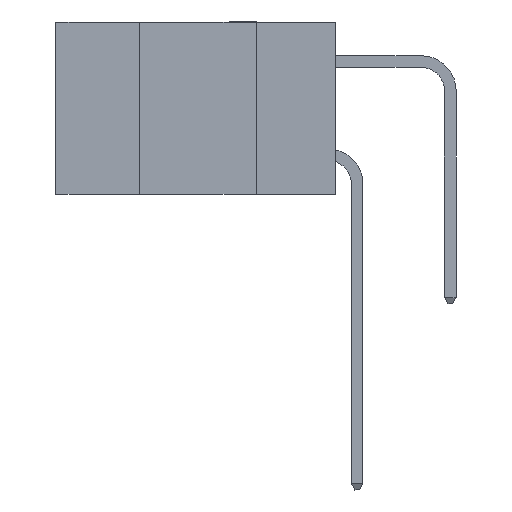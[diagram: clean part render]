
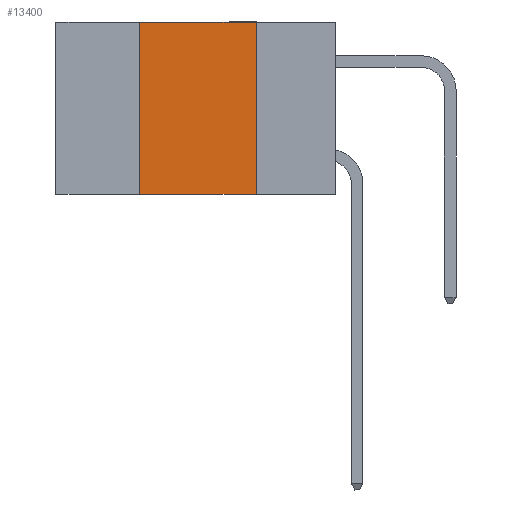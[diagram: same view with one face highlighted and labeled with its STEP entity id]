
A CAD part, left-side view. The second image highlights one B-rep face of the part: STEP entity #13400.
In plain terms, the highlighted planar face has unit normal (-1, 0, 0).
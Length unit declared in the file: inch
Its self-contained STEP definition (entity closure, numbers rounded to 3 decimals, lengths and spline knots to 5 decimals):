
#315 = ORIENTED_EDGE ( 'NONE', *, *, #13667, .T. ) ;
#323 = LINE ( 'NONE', #11365, #1502 ) ;
#397 = DIRECTION ( 'NONE',  ( 0., 0., -1. ) ) ;
#413 = VERTEX_POINT ( 'NONE', #13025 ) ;
#443 = VECTOR ( 'NONE', #9746, 39.37008 ) ;
#546 = CARTESIAN_POINT ( 'NONE',  ( 0., 0.42, -0.37 ) ) ;
#1502 = VECTOR ( 'NONE', #397, 39.37008 ) ;
#2165 = DIRECTION ( 'NONE',  ( 0., -1., 0. ) ) ;
#2681 = DIRECTION ( 'NONE',  ( 1., 0., 0. ) ) ;
#3163 = EDGE_CURVE ( 'NONE', #8412, #413, #323, .T. ) ;
#3251 = LINE ( 'NONE', #6385, #11242 ) ;
#3754 = FACE_OUTER_BOUND ( 'NONE', #10917, .T. ) ;
#4844 = VERTEX_POINT ( 'NONE', #546 ) ;
#5222 = CARTESIAN_POINT ( 'NONE',  ( 0., 0.17, 0. ) ) ;
#5634 = DIRECTION ( 'NONE',  ( 0., 0., -1. ) ) ;
#6385 = CARTESIAN_POINT ( 'NONE',  ( 0., 0.6, 0. ) ) ;
#7268 = CARTESIAN_POINT ( 'NONE',  ( 0., 0.42, 0. ) ) ;
#7874 = ORIENTED_EDGE ( 'NONE', *, *, #9614, .F. ) ;
#7889 = ORIENTED_EDGE ( 'NONE', *, *, #3163, .F. ) ;
#8090 = LINE ( 'NONE', #11195, #13799 ) ;
#8193 = PLANE ( 'NONE',  #10796 ) ;
#8412 = VERTEX_POINT ( 'NONE', #5222 ) ;
#9614 = EDGE_CURVE ( 'NONE', #4844, #14220, #11051, .T. ) ;
#9746 = DIRECTION ( 'NONE',  ( 0., 0., 1. ) ) ;
#10796 = AXIS2_PLACEMENT_3D ( 'NONE', #12623, #2681, #5634 ) ;
#10917 = EDGE_LOOP ( 'NONE', ( #7889, #12302, #7874, #315 ) ) ;
#11051 = LINE ( 'NONE', #12069, #443 ) ;
#11195 = CARTESIAN_POINT ( 'NONE',  ( 0., 0.6, -0.37 ) ) ;
#11242 = VECTOR ( 'NONE', #2165, 39.37008 ) ;
#11365 = CARTESIAN_POINT ( 'NONE',  ( 0., 0.17, 0. ) ) ;
#12069 = CARTESIAN_POINT ( 'NONE',  ( 0., 0.42, 0. ) ) ;
#12302 = ORIENTED_EDGE ( 'NONE', *, *, #14373, .F. ) ;
#12515 = DIRECTION ( 'NONE',  ( 0., -1., 0. ) ) ;
#12623 = CARTESIAN_POINT ( 'NONE',  ( 0., 0.6, 0. ) ) ;
#13025 = CARTESIAN_POINT ( 'NONE',  ( 0., 0.17, -0.37 ) ) ;
#13400 = ADVANCED_FACE ( 'NONE', ( #3754 ), #8193, .F. ) ;
#13667 = EDGE_CURVE ( 'NONE', #4844, #413, #8090, .T. ) ;
#13799 = VECTOR ( 'NONE', #12515, 39.37008 ) ;
#14220 = VERTEX_POINT ( 'NONE', #7268 ) ;
#14373 = EDGE_CURVE ( 'NONE', #14220, #8412, #3251, .T. ) ;
